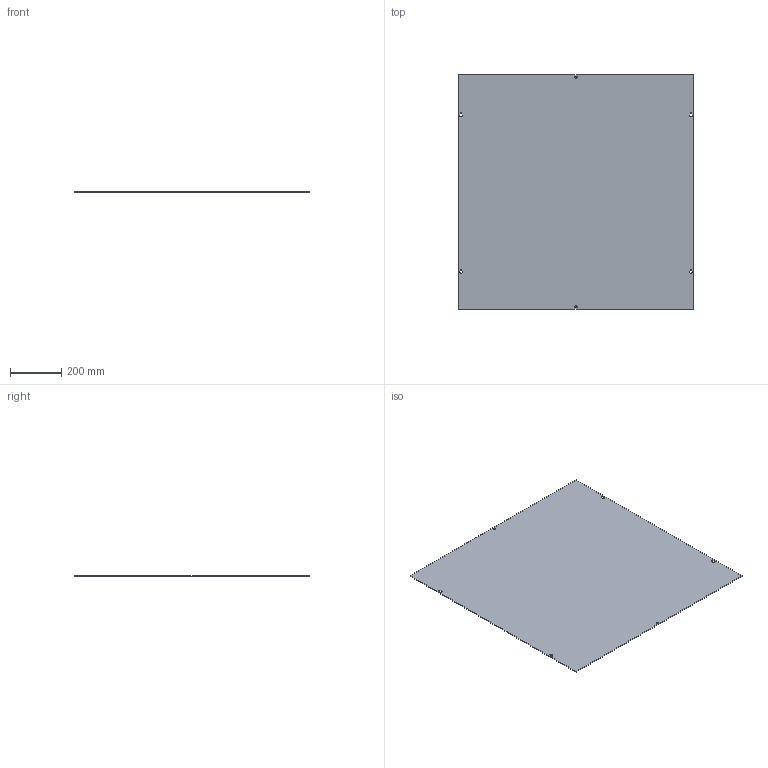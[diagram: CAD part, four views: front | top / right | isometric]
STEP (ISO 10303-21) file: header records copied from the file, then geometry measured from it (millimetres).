
FILE_DESCRIPTION(/* description */ ('SC LID, GALV - 36" X 36"'),/* implementation_level */ '2;1');
FILE_NAME(/* name */ 'SC3636G.stp',/* time_stamp */ '2017-02-27T21:41:55+05:00',/* author */ ('mgunasekar'),/* organization */ (''),/* preprocessor_version */ 'ST-DEVELOPER v16.1',/* originating_system */ 'Autodesk Inventor 2016',/* authorisation */ '');
FILE_SCHEMA (('AUTOMOTIVE_DESIGN { 1 0 10303 214 3 1 1 }'));
Length unit declared in the file: inch
Products named in the file (2): SC3636GLPA; SC3636G
Assembly tree (1 placements, depth 2):
  SC3636G
    SC3636GLPA
Bounding box: 914.4 x 914.4 x 2.38 mm (x, y, z)
Volume: 1988595.3 mm3; surface area: 1680316.3 mm2
Topology: 1 solids, 1 shells, 24 faces, 66 edges, 44 vertices
Faces by surface type: plane 14, cylinder 10
Full cylindrical faces by diameter (mm): 7.925 x2
Entity records: 854 total; most frequent: DIRECTION 138, CARTESIAN_POINT 135, ORIENTED_EDGE 128, EDGE_CURVE 64, AXIS2_PLACEMENT_3D 47, LINE 44, VECTOR 44, VERTEX_POINT 44
